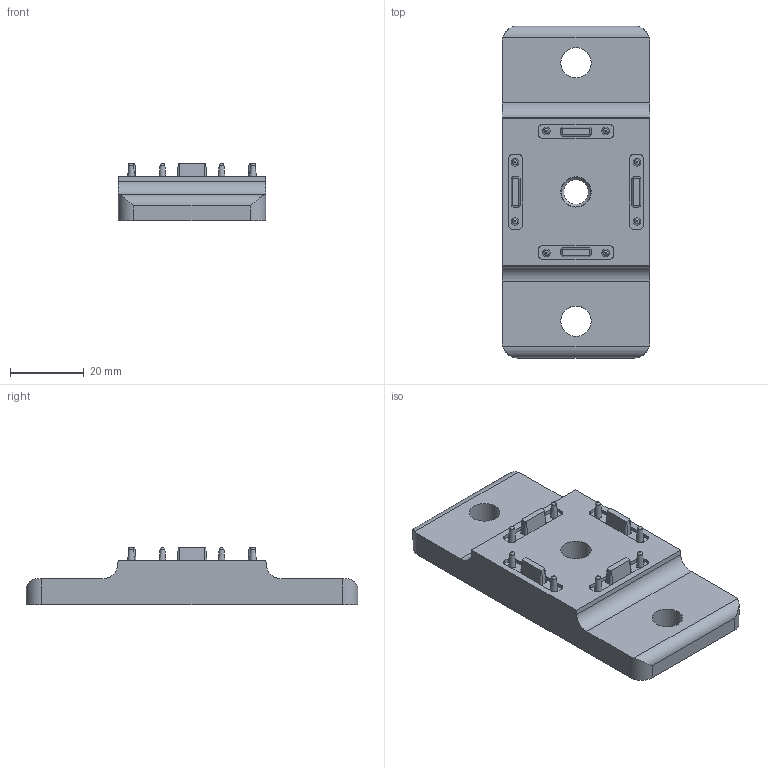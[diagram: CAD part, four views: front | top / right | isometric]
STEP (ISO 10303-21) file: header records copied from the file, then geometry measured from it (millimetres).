
FILE_DESCRIPTION(('FreeCAD Model'),'2;1');
FILE_NAME('Open CASCADE Shape Model','2024-04-03T10:49:51',(''),(''), 'Open CASCADE STEP processor 7.6','FreeCAD','Unknown');
FILE_SCHEMA(('AUTOMOTIVE_DESIGN { 1 0 10303 214 1 1 1 1 }'));
Length unit declared in the file: millimetre
Products named in the file (3): STI8-PF40120; _061SAP40H-p1; _061SAP40H-p2
Assembly tree (2 placements, depth 2):
  STI8-PF40120
    _061SAP40H-p1
    _061SAP40H-p2
Bounding box: 39.91 x 89.91 x 15.5 mm (x, y, z)
Volume: 23378 mm3; surface area: 12969 mm2
Topology: 2 solids, 2 shells, 167 faces, 420 edges, 277 vertices
Faces by surface type: plane 90, cylinder 42, cone 27, bspline 8
Full cylindrical faces by diameter (mm): 6.647 x1, 8.21 x3
Entity records: 11534 total; most frequent: CARTESIAN_POINT 2854, DIRECTION 1662, LINE 937, VECTOR 937, ORIENTED_EDGE 840, PCURVE 840, DEFINITIONAL_REPRESENTATION 840, EDGE_CURVE 420
